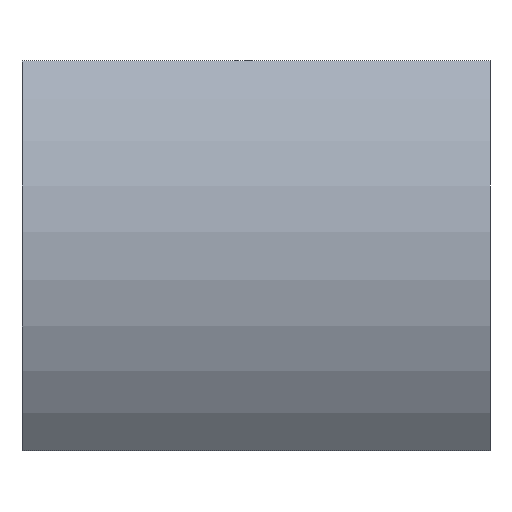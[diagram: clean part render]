
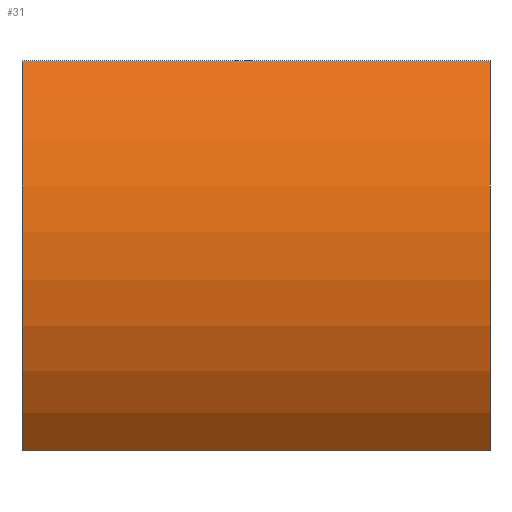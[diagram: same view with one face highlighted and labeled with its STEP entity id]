
A CAD part, left-side view. The second image highlights one B-rep face of the part: STEP entity #31.
In plain terms, the highlighted cylindrical face has radius 7.76 mm (diameter 15.52 mm), a partial arc.
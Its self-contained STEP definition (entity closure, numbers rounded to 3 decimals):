
#2 = CARTESIAN_POINT ( 'NONE',  ( -1.579, 12., 5. ) ) ;
#3 = EDGE_CURVE ( 'NONE', #82, #86, #166, .T. ) ;
#20 = CARTESIAN_POINT ( 'NONE',  ( -1.579, 12., -5. ) ) ;
#25 = DIRECTION ( 'NONE',  ( 0., -1., 0. ) ) ;
#26 = CARTESIAN_POINT ( 'NONE',  ( -1.579, 0., -5. ) ) ;
#31 = ADVANCED_FACE ( 'NONE', ( #95 ), #161, .T. ) ;
#34 = DIRECTION ( 'NONE',  ( 0., 1., 0. ) ) ;
#38 = VERTEX_POINT ( 'NONE', #197 ) ;
#41 = LINE ( 'NONE', #2, #70 ) ;
#44 = CIRCLE ( 'NONE', #144, 7.76 ) ;
#48 = DIRECTION ( 'NONE',  ( 0., 0., -1. ) ) ;
#51 = CARTESIAN_POINT ( 'NONE',  ( -1.579, 12., -5. ) ) ;
#55 = EDGE_CURVE ( 'NONE', #82, #150, #44, .T. ) ;
#64 = CARTESIAN_POINT ( 'NONE',  ( -1.579, 12., 5. ) ) ;
#70 = VECTOR ( 'NONE', #189, 1000. ) ;
#82 = VERTEX_POINT ( 'NONE', #20 ) ;
#86 = VERTEX_POINT ( 'NONE', #26 ) ;
#91 = DIRECTION ( 'NONE',  ( 0., 0., 1. ) ) ;
#92 = EDGE_LOOP ( 'NONE', ( #125, #170, #98, #163 ) ) ;
#95 = FACE_OUTER_BOUND ( 'NONE', #92, .T. ) ;
#97 = AXIS2_PLACEMENT_3D ( 'NONE', #123, #158, #48 ) ;
#98 = ORIENTED_EDGE ( 'NONE', *, *, #55, .F. ) ;
#100 = VECTOR ( 'NONE', #25, 1000. ) ;
#120 = CIRCLE ( 'NONE', #173, 7.76 ) ;
#121 = DIRECTION ( 'NONE',  ( 0., 1., 0. ) ) ;
#123 = CARTESIAN_POINT ( 'NONE',  ( 4.355, 12., 0. ) ) ;
#125 = ORIENTED_EDGE ( 'NONE', *, *, #147, .T. ) ;
#128 = CARTESIAN_POINT ( 'NONE',  ( 4.355, 0., 0. ) ) ;
#143 = DIRECTION ( 'NONE',  ( 0., 0., 1. ) ) ;
#144 = AXIS2_PLACEMENT_3D ( 'NONE', #184, #121, #91 ) ;
#147 = EDGE_CURVE ( 'NONE', #86, #38, #120, .T. ) ;
#150 = VERTEX_POINT ( 'NONE', #64 ) ;
#158 = DIRECTION ( 'NONE',  ( 0., -1., 0. ) ) ;
#161 = CYLINDRICAL_SURFACE ( 'NONE', #97, 7.76 ) ;
#163 = ORIENTED_EDGE ( 'NONE', *, *, #3, .T. ) ;
#166 = LINE ( 'NONE', #51, #100 ) ;
#170 = ORIENTED_EDGE ( 'NONE', *, *, #195, .F. ) ;
#173 = AXIS2_PLACEMENT_3D ( 'NONE', #128, #34, #143 ) ;
#184 = CARTESIAN_POINT ( 'NONE',  ( 4.355, 12., 0. ) ) ;
#189 = DIRECTION ( 'NONE',  ( 0., -1., 0. ) ) ;
#195 = EDGE_CURVE ( 'NONE', #150, #38, #41, .T. ) ;
#197 = CARTESIAN_POINT ( 'NONE',  ( -1.579, 0., 5. ) ) ;
